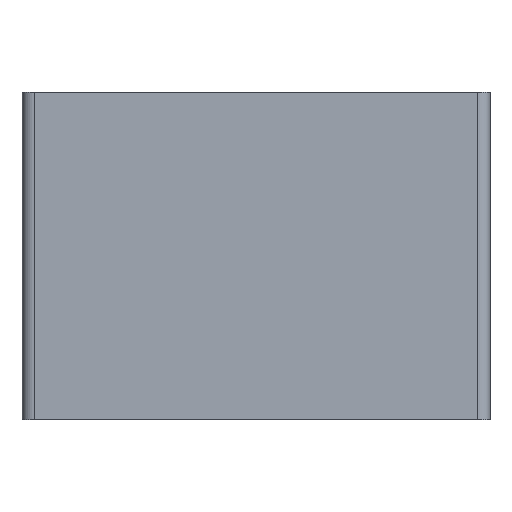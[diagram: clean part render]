
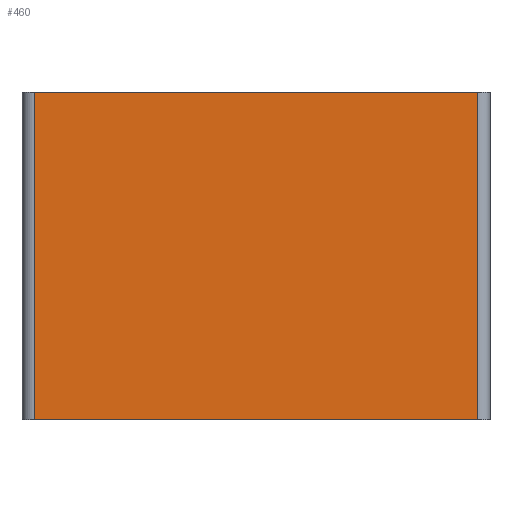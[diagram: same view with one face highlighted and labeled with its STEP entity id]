
A CAD part, front view. The second image highlights one B-rep face of the part: STEP entity #460.
In plain terms, the highlighted planar face has unit normal (0, -1, 0).
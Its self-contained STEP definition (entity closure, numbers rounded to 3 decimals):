
#402=CARTESIAN_POINT('',(17.95,-7.125,26.5));
#403=VERTEX_POINT('',#402);
#411=CARTESIAN_POINT('',(17.95,-7.125,0.0));
#412=VERTEX_POINT('',#411);
#413=CARTESIAN_POINT('',(17.95,-7.125,0.0));
#414=DIRECTION('',(0.0,0.0,1.0));
#415=VECTOR('',#414,26.5);
#416=LINE('',#413,#415);
#417=EDGE_CURVE('',#412,#403,#416,.T.);
#430=CARTESIAN_POINT('',(17.95,-7.125,0.0));
#431=DIRECTION('',(0.0,-1.0,0.0));
#432=DIRECTION('',(0.0,0.0,-1.0));
#433=AXIS2_PLACEMENT_3D('',#430,#431,#432);
#434=PLANE('',#433);
#435=CARTESIAN_POINT('',(-17.95,-7.125,26.5));
#436=VERTEX_POINT('',#435);
#437=CARTESIAN_POINT('',(17.95,-7.125,26.5));
#438=DIRECTION('',(-1.0,0.0,0.0));
#439=VECTOR('',#438,35.9);
#440=LINE('',#437,#439);
#441=EDGE_CURVE('',#403,#436,#440,.T.);
#442=ORIENTED_EDGE('',*,*,#441,.T.);
#443=CARTESIAN_POINT('',(-17.95,-7.125,0.0));
#444=VERTEX_POINT('',#443);
#445=CARTESIAN_POINT('',(-17.95,-7.125,0.0));
#446=DIRECTION('',(0.0,0.0,1.0));
#447=VECTOR('',#446,26.5);
#448=LINE('',#445,#447);
#449=EDGE_CURVE('',#444,#436,#448,.T.);
#450=ORIENTED_EDGE('',*,*,#449,.F.);
#451=CARTESIAN_POINT('',(17.95,-7.125,0.0));
#452=DIRECTION('',(-1.0,0.0,0.0));
#453=VECTOR('',#452,35.9);
#454=LINE('',#451,#453);
#455=EDGE_CURVE('',#412,#444,#454,.T.);
#456=ORIENTED_EDGE('',*,*,#455,.F.);
#457=ORIENTED_EDGE('',*,*,#417,.T.);
#458=EDGE_LOOP('',(#442,#450,#456,#457));
#459=FACE_OUTER_BOUND('',#458,.T.);
#460=ADVANCED_FACE('',(#459),#434,.T.);
